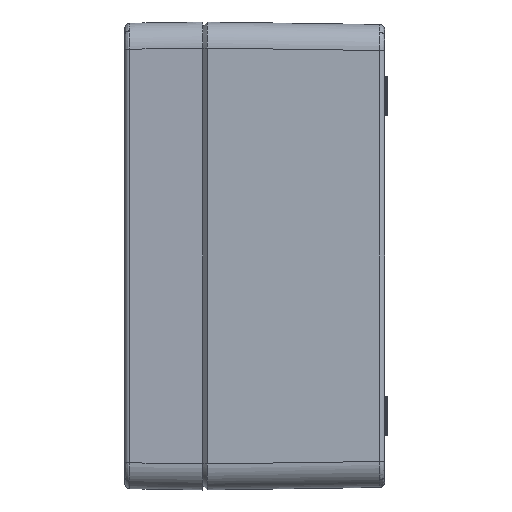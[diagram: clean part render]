
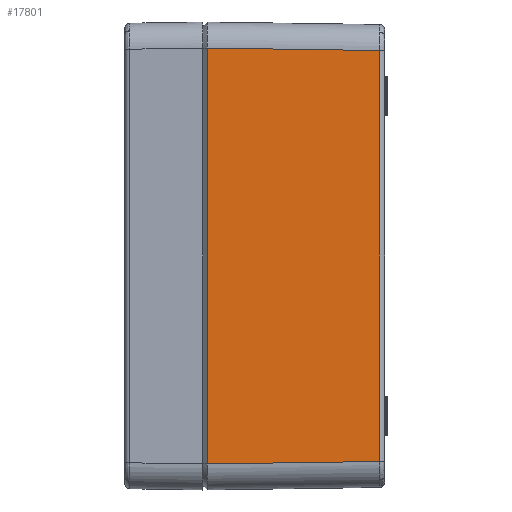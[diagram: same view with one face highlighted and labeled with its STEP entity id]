
A CAD part, left-side view. The second image highlights one B-rep face of the part: STEP entity #17801.
In plain terms, the highlighted planar face has unit normal (-1, -0.014, 0).
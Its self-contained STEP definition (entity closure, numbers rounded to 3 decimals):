
#5025 = VERTEX_POINT ( 'NONE', #34457 ) ;
#5118 = VERTEX_POINT ( 'NONE', #34353 ) ;
#5125 = VERTEX_POINT ( 'NONE', #34346 ) ;
#5129 = VERTEX_POINT ( 'NONE', #34342 ) ;
#10160 = DIRECTION ( 'NONE',  ( 0., 0., -1. ) ) ;
#10162 = CARTESIAN_POINT ( 'NONE',  ( -139.974, -1.789, -90. ) ) ;
#10169 = DIRECTION ( 'NONE',  ( 0.014, -1., 0.014 ) ) ;
#10170 = CARTESIAN_POINT ( 'NONE',  ( -140.002, 0.143, -80.003 ) ) ;
#10486 = DIRECTION ( 'NONE',  ( -0.014, 1., 0.014 ) ) ;
#10487 = CARTESIAN_POINT ( 'NONE',  ( -139.965, -2.426, 79.966 ) ) ;
#10632 = DIRECTION ( 'NONE',  ( 0., 0., 1. ) ) ;
#10633 = CARTESIAN_POINT ( 'NONE',  ( -139.029, -68.029, 79.002 ) ) ;
#11735 = ORIENTED_EDGE ( 'NONE', *, *, #15435, .T. ) ;
#11797 = ORIENTED_EDGE ( 'NONE', *, *, #15307, .T. ) ;
#11804 = ORIENTED_EDGE ( 'NONE', *, *, #15440, .T. ) ;
#11829 = ORIENTED_EDGE ( 'NONE', *, *, #15264, .T. ) ;
#15264 = EDGE_CURVE ( 'NONE', #5125, #5025, #25308, .T. ) ;
#15307 = EDGE_CURVE ( 'NONE', #5025, #5118, #25323, .T. ) ;
#15435 = EDGE_CURVE ( 'NONE', #5129, #5125, #25343, .T. ) ;
#15440 = EDGE_CURVE ( 'NONE', #5118, #5129, #25342, .T. ) ;
#17801 = ADVANCED_FACE ( 'NONE', ( #25486 ), #19465, .T. ) ;
#19465 = PLANE ( 'NONE',  #35259 ) ;
#19466 = CARTESIAN_POINT ( 'NONE',  ( -140., 0., -90. ) ) ;
#19467 = DIRECTION ( 'NONE',  ( -1., -0.014, 0. ) ) ;
#19468 = DIRECTION ( 'NONE',  ( 0.014, -1., 0. ) ) ;
#25308 = LINE ( 'NONE', #10633, #32708 ) ;
#25323 = LINE ( 'NONE', #10487, #32724 ) ;
#25342 = LINE ( 'NONE', #10162, #32798 ) ;
#25343 = LINE ( 'NONE', #10170, #32796 ) ;
#25486 = FACE_OUTER_BOUND ( 'NONE', #32957, .T. ) ;
#32708 = VECTOR ( 'NONE', #10632, 1000. ) ;
#32724 = VECTOR ( 'NONE', #10486, 1000. ) ;
#32796 = VECTOR ( 'NONE', #10169, 1000. ) ;
#32798 = VECTOR ( 'NONE', #10160, 1000. ) ;
#32957 = EDGE_LOOP ( 'NONE', ( #11735, #11829, #11797, #11804 ) ) ;
#34342 = CARTESIAN_POINT ( 'NONE',  ( -139.974, -1.789, -79.975 ) ) ;
#34346 = CARTESIAN_POINT ( 'NONE',  ( -139.029, -68.029, -79.03 ) ) ;
#34353 = CARTESIAN_POINT ( 'NONE',  ( -139.974, -1.789, 79.975 ) ) ;
#34457 = CARTESIAN_POINT ( 'NONE',  ( -139.029, -68.029, 79.03 ) ) ;
#35259 = AXIS2_PLACEMENT_3D ( 'NONE', #19466, #19467, #19468 ) ;
